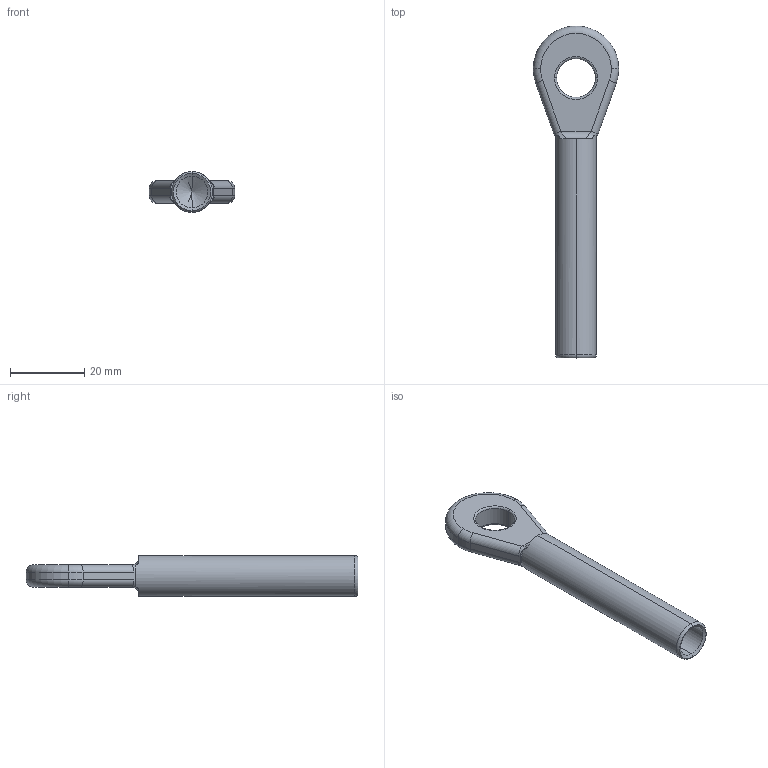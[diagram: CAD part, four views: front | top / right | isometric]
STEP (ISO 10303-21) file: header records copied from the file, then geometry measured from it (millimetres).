
FILE_DESCRIPTION (( 'STEP AP203' ), '1' );
FILE_NAME ('A14_7333-008.STEP', '2024-04-30T08:48:59', ( '' ), ( '' ), 'SwSTEP 2.0', 'SolidWorks 2019', '' );
FILE_SCHEMA (( 'CONFIG_CONTROL_DESIGN' ));
Length unit declared in the file: millimetre
Products named in the file (1): A14_7333-008
Bounding box: 23 x 89.37 x 11 mm (x, y, z)
Volume: 5202.1 mm3; surface area: 4948.1 mm2
Topology: 1 solids, 1 shells, 43 faces, 102 edges, 59 vertices
Faces by surface type: cylinder 15, torus 12, plane 8, cone 4, bspline 4
Entity records: 1475 total; most frequent: CARTESIAN_POINT 439, DIRECTION 212, ORIENTED_EDGE 200, EDGE_CURVE 100, AXIS2_PLACEMENT_3D 92, VERTEX_POINT 59, CIRCLE 52, EDGE_LOOP 45
